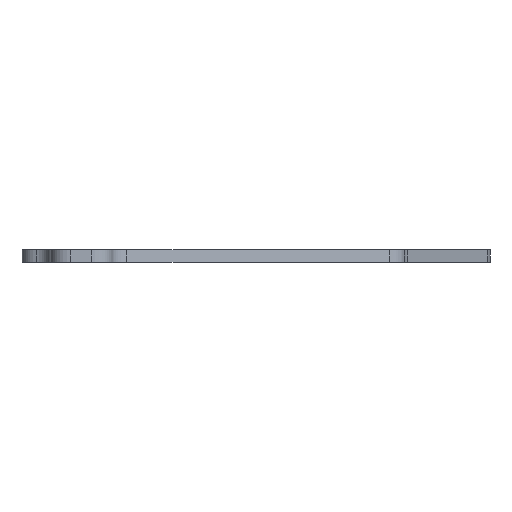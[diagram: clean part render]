
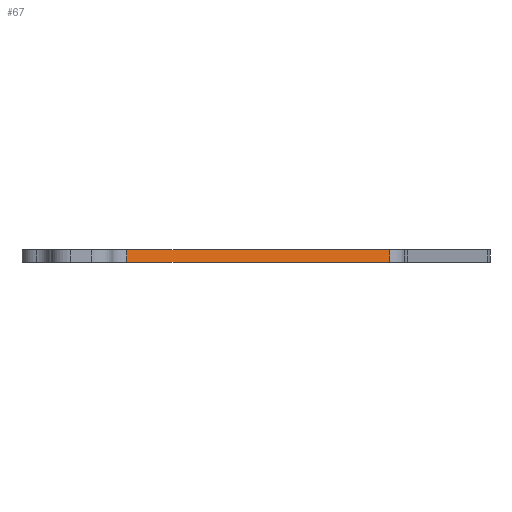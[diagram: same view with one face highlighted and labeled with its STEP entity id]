
A CAD part, front view. The second image highlights one B-rep face of the part: STEP entity #67.
In plain terms, the highlighted planar face has unit normal (0.258, -0.966, 0).
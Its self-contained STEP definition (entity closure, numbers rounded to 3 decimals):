
#10 = LINE ( 'NONE', #1147, #171 ) ;
#67 = ADVANCED_FACE ( 'NONE', ( #1685 ), #729, .T. ) ;
#104 = VERTEX_POINT ( 'NONE', #1066 ) ;
#139 = LINE ( 'NONE', #659, #2105 ) ;
#158 = CARTESIAN_POINT ( 'NONE',  ( -558.96, 56.157, 181.15 ) ) ;
#171 = VECTOR ( 'NONE', #2235, 1000. ) ;
#350 = EDGE_CURVE ( 'NONE', #104, #1402, #139, .T. ) ;
#385 = CARTESIAN_POINT ( 'NONE',  ( -551.54, 58.139, 181.15 ) ) ;
#506 = LINE ( 'NONE', #1804, #1300 ) ;
#549 = DIRECTION ( 'NONE',  ( 0., 0., -1. ) ) ;
#652 = CARTESIAN_POINT ( 'NONE',  ( -551.54, 58.139, 187.5 ) ) ;
#659 = CARTESIAN_POINT ( 'NONE',  ( -420.92, 93.019, 181.15 ) ) ;
#729 = PLANE ( 'NONE',  #2318 ) ;
#888 = EDGE_CURVE ( 'NONE', #1996, #1402, #506, .T. ) ;
#918 = EDGE_CURVE ( 'NONE', #1996, #1449, #1709, .T. ) ;
#1066 = CARTESIAN_POINT ( 'NONE',  ( -420.92, 93.019, 181.15 ) ) ;
#1095 = CARTESIAN_POINT ( 'NONE',  ( -420.92, 93.019, 187.5 ) ) ;
#1103 = EDGE_LOOP ( 'NONE', ( #2134, #1758, #1884, #2032 ) ) ;
#1147 = CARTESIAN_POINT ( 'NONE',  ( -558.96, 56.157, 181.15 ) ) ;
#1223 = VECTOR ( 'NONE', #549, 1000. ) ;
#1276 = DIRECTION ( 'NONE',  ( 0.966, 0.258, 0. ) ) ;
#1300 = VECTOR ( 'NONE', #1483, 1000. ) ;
#1402 = VERTEX_POINT ( 'NONE', #1095 ) ;
#1449 = VERTEX_POINT ( 'NONE', #2293 ) ;
#1483 = DIRECTION ( 'NONE',  ( 0.966, 0.258, 0. ) ) ;
#1666 = DIRECTION ( 'NONE',  ( 0.258, -0.966, 0. ) ) ;
#1685 = FACE_OUTER_BOUND ( 'NONE', #1103, .T. ) ;
#1709 = LINE ( 'NONE', #385, #1223 ) ;
#1758 = ORIENTED_EDGE ( 'NONE', *, *, #918, .T. ) ;
#1804 = CARTESIAN_POINT ( 'NONE',  ( -558.96, 56.157, 187.5 ) ) ;
#1884 = ORIENTED_EDGE ( 'NONE', *, *, #2056, .T. ) ;
#1994 = DIRECTION ( 'NONE',  ( 0., 0., 1. ) ) ;
#1996 = VERTEX_POINT ( 'NONE', #652 ) ;
#2032 = ORIENTED_EDGE ( 'NONE', *, *, #350, .T. ) ;
#2056 = EDGE_CURVE ( 'NONE', #1449, #104, #10, .T. ) ;
#2105 = VECTOR ( 'NONE', #1994, 1000. ) ;
#2134 = ORIENTED_EDGE ( 'NONE', *, *, #888, .F. ) ;
#2235 = DIRECTION ( 'NONE',  ( 0.966, 0.258, 0. ) ) ;
#2293 = CARTESIAN_POINT ( 'NONE',  ( -551.54, 58.139, 181.15 ) ) ;
#2318 = AXIS2_PLACEMENT_3D ( 'NONE', #158, #1666, #1276 ) ;
